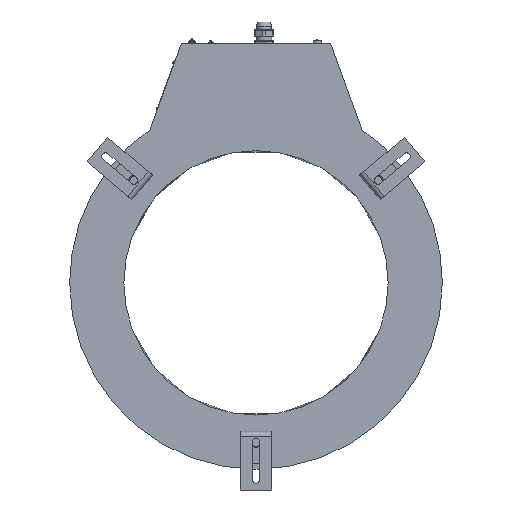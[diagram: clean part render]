
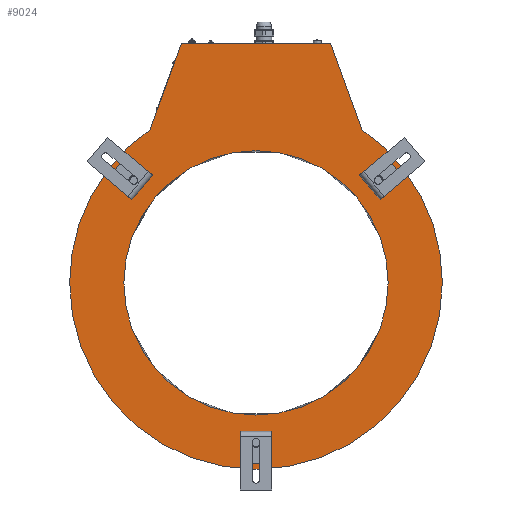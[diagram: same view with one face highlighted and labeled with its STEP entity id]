
A CAD part, front view. The second image highlights one B-rep face of the part: STEP entity #9024.
In plain terms, the highlighted planar face has unit normal (0, -1, 0).
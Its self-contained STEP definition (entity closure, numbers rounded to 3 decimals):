
#329 = CIRCLE ( 'NONE', #9770, 248.254 ) ;
#335 = CIRCLE ( 'NONE', #9773, 350. ) ;
#365 = CIRCLE ( 'NONE', #9877, 350. ) ;
#994 = EDGE_LOOP ( 'NONE', ( #6749, #6796 ) ) ;
#1024 = EDGE_LOOP ( 'NONE', ( #6755, #6779 ) ) ;
#1029 = EDGE_LOOP ( 'NONE', ( #6746, #6772 ) ) ;
#1087 = EDGE_LOOP ( 'NONE', ( #6817, #6770 ) ) ;
#1096 = EDGE_LOOP ( 'NONE', ( #6778, #6774, #6762, #6748, #6803, #6763 ) ) ;
#2176 = VERTEX_POINT ( 'NONE', #2776 ) ;
#2185 = VERTEX_POINT ( 'NONE', #2788 ) ;
#2188 = VERTEX_POINT ( 'NONE', #2816 ) ;
#2197 = VERTEX_POINT ( 'NONE', #2784 ) ;
#2201 = VERTEX_POINT ( 'NONE', #2805 ) ;
#2203 = VERTEX_POINT ( 'NONE', #2806 ) ;
#2206 = VERTEX_POINT ( 'NONE', #2791 ) ;
#2231 = VERTEX_POINT ( 'NONE', #2866 ) ;
#2234 = VERTEX_POINT ( 'NONE', #2857 ) ;
#2241 = VERTEX_POINT ( 'NONE', #2858 ) ;
#2261 = VERTEX_POINT ( 'NONE', #2834 ) ;
#2279 = VERTEX_POINT ( 'NONE', #2853 ) ;
#2308 = VERTEX_POINT ( 'NONE', #2924 ) ;
#2309 = VERTEX_POINT ( 'NONE', #2954 ) ;
#2776 = CARTESIAN_POINT ( 'NONE',  ( -350., -3847.715, 0. ) ) ;
#2784 = CARTESIAN_POINT ( 'NONE',  ( 140., -3847.715, 450. ) ) ;
#2788 = CARTESIAN_POINT ( 'NONE',  ( 248.254, -3847.715, 0. ) ) ;
#2791 = CARTESIAN_POINT ( 'NONE',  ( -198.989, -3847.715, 287.93 ) ) ;
#2805 = CARTESIAN_POINT ( 'NONE',  ( 350., -3847.715, 0. ) ) ;
#2806 = CARTESIAN_POINT ( 'NONE',  ( 198.989, -3847.715, 287.93 ) ) ;
#2816 = CARTESIAN_POINT ( 'NONE',  ( -248.254, -3847.715, 0. ) ) ;
#2834 = CARTESIAN_POINT ( 'NONE',  ( -140., -3847.715, 450. ) ) ;
#2853 = CARTESIAN_POINT ( 'NONE',  ( 235.047, -3847.715, 192.193 ) ) ;
#2857 = CARTESIAN_POINT ( 'NONE',  ( 6., -3847.715, -299. ) ) ;
#2858 = CARTESIAN_POINT ( 'NONE',  ( -223.047, -3847.715, 192.194 ) ) ;
#2866 = CARTESIAN_POINT ( 'NONE',  ( 223.047, -3847.715, 192.193 ) ) ;
#2924 = CARTESIAN_POINT ( 'NONE',  ( -6., -3847.715, -299. ) ) ;
#2954 = CARTESIAN_POINT ( 'NONE',  ( -235.047, -3847.715, 192.194 ) ) ;
#3760 = EDGE_CURVE ( 'NONE', #2185, #2188, #329, .T. ) ;
#3770 = EDGE_CURVE ( 'NONE', #2206, #2176, #335, .T. ) ;
#4085 = EDGE_CURVE ( 'NONE', #2176, #2201, #365, .T. ) ;
#4977 = CARTESIAN_POINT ( 'NONE',  ( 0., -3847.715, 0. ) ) ;
#4981 = PLANE ( 'NONE',  #10094 ) ;
#5002 = DIRECTION ( 'NONE',  ( 1., 0., 0. ) ) ;
#5025 = DIRECTION ( 'NONE',  ( 0., -1., 0. ) ) ;
#5690 = DIRECTION ( 'NONE',  ( 1., 0., 0. ) ) ;
#5691 = DIRECTION ( 'NONE',  ( 1., 0., 0. ) ) ;
#5694 = CARTESIAN_POINT ( 'NONE',  ( 229.047, -3847.715, 192.193 ) ) ;
#5707 = CARTESIAN_POINT ( 'NONE',  ( 0., -3847.715, -299. ) ) ;
#5709 = DIRECTION ( 'NONE',  ( 0., -1., 0. ) ) ;
#5721 = DIRECTION ( 'NONE',  ( 0., -1., 0. ) ) ;
#5725 = DIRECTION ( 'NONE',  ( 0., -1., 0. ) ) ;
#5730 = DIRECTION ( 'NONE',  ( 1., 0., 0. ) ) ;
#5747 = CARTESIAN_POINT ( 'NONE',  ( 229.047, -3847.715, 192.193 ) ) ;
#5768 = DIRECTION ( 'NONE',  ( 0., -1., 0. ) ) ;
#5769 = DIRECTION ( 'NONE',  ( 1., 0., 0. ) ) ;
#5772 = DIRECTION ( 'NONE',  ( -1., 0., 0. ) ) ;
#5809 = CARTESIAN_POINT ( 'NONE',  ( -140., -3847.715, 450. ) ) ;
#5811 = DIRECTION ( 'NONE',  ( 1., 0., 0. ) ) ;
#5815 = DIRECTION ( 'NONE',  ( 0., -1., 0. ) ) ;
#5820 = CARTESIAN_POINT ( 'NONE',  ( 0., -3847.715, -299. ) ) ;
#5834 = CARTESIAN_POINT ( 'NONE',  ( -229.047, -3847.715, 192.194 ) ) ;
#5837 = DIRECTION ( 'NONE',  ( 1., 0., 0. ) ) ;
#5838 = DIRECTION ( 'NONE',  ( 0., -1., 0. ) ) ;
#5844 = CARTESIAN_POINT ( 'NONE',  ( -229.047, -3847.715, 192.194 ) ) ;
#5858 = DIRECTION ( 'NONE',  ( 0., -1., 0. ) ) ;
#5862 = DIRECTION ( 'NONE',  ( 1., 0., 0. ) ) ;
#6025 = CARTESIAN_POINT ( 'NONE',  ( 140., -3847.715, 450. ) ) ;
#6044 = DIRECTION ( 'NONE',  ( 0., -1., 0. ) ) ;
#6048 = DIRECTION ( 'NONE',  ( 1., 0., 0. ) ) ;
#6055 = DIRECTION ( 'NONE',  ( -0.342, 0., 0.94 ) ) ;
#6059 = CARTESIAN_POINT ( 'NONE',  ( 0., -3847.715, 0. ) ) ;
#6143 = DIRECTION ( 'NONE',  ( -0.342, 0., -0.94 ) ) ;
#6147 = CARTESIAN_POINT ( 'NONE',  ( -140., -3847.715, 450. ) ) ;
#6192 = CARTESIAN_POINT ( 'NONE',  ( 0., -3847.715, 0. ) ) ;
#6746 = ORIENTED_EDGE ( 'NONE', *, *, #9267, .F. ) ;
#6748 = ORIENTED_EDGE ( 'NONE', *, *, #9189, .T. ) ;
#6749 = ORIENTED_EDGE ( 'NONE', *, *, #3760, .F. ) ;
#6755 = ORIENTED_EDGE ( 'NONE', *, *, #9305, .F. ) ;
#6762 = ORIENTED_EDGE ( 'NONE', *, *, #4085, .T. ) ;
#6763 = ORIENTED_EDGE ( 'NONE', *, *, #9293, .T. ) ;
#6770 = ORIENTED_EDGE ( 'NONE', *, *, #9282, .F. ) ;
#6772 = ORIENTED_EDGE ( 'NONE', *, *, #9314, .F. ) ;
#6774 = ORIENTED_EDGE ( 'NONE', *, *, #3770, .T. ) ;
#6778 = ORIENTED_EDGE ( 'NONE', *, *, #9237, .T. ) ;
#6779 = ORIENTED_EDGE ( 'NONE', *, *, #9322, .F. ) ;
#6796 = ORIENTED_EDGE ( 'NONE', *, *, #9256, .F. ) ;
#6803 = ORIENTED_EDGE ( 'NONE', *, *, #9193, .T. ) ;
#6817 = ORIENTED_EDGE ( 'NONE', *, *, #9263, .F. ) ;
#8251 = CARTESIAN_POINT ( 'NONE',  ( 0., -3847.715, 0. ) ) ;
#8257 = DIRECTION ( 'NONE',  ( 1., 0., 0. ) ) ;
#8259 = DIRECTION ( 'NONE',  ( 1., 0., 0. ) ) ;
#8272 = DIRECTION ( 'NONE',  ( 0., -1., 0. ) ) ;
#8276 = CARTESIAN_POINT ( 'NONE',  ( 0., -3847.715, 0. ) ) ;
#8295 = DIRECTION ( 'NONE',  ( 0., -1., 0. ) ) ;
#8298 = DIRECTION ( 'NONE',  ( 1., 0., 0. ) ) ;
#8304 = DIRECTION ( 'NONE',  ( 0., -1., 0. ) ) ;
#8341 = CARTESIAN_POINT ( 'NONE',  ( 0., -3847.715, 0. ) ) ;
#9024 = ADVANCED_FACE ( 'NONE', ( #10178, #10157, #10202, #10204, #10166 ), #4981, .T. ) ;
#9056 = AXIS2_PLACEMENT_3D ( 'NONE', #6059, #6044, #6048 ) ;
#9092 = AXIS2_PLACEMENT_3D ( 'NONE', #6192, #5721, #5730 ) ;
#9094 = AXIS2_PLACEMENT_3D ( 'NONE', #5747, #5768, #5769 ) ;
#9101 = AXIS2_PLACEMENT_3D ( 'NONE', #5820, #5815, #5811 ) ;
#9113 = AXIS2_PLACEMENT_3D ( 'NONE', #5844, #5858, #5862 ) ;
#9121 = AXIS2_PLACEMENT_3D ( 'NONE', #5707, #5725, #5691 ) ;
#9122 = AXIS2_PLACEMENT_3D ( 'NONE', #5834, #5838, #5837 ) ;
#9135 = AXIS2_PLACEMENT_3D ( 'NONE', #5694, #5709, #5690 ) ;
#9189 = EDGE_CURVE ( 'NONE', #2201, #2203, #10227, .T. ) ;
#9193 = EDGE_CURVE ( 'NONE', #2203, #2197, #10250, .T. ) ;
#9237 = EDGE_CURVE ( 'NONE', #2261, #2206, #10298, .T. ) ;
#9256 = EDGE_CURVE ( 'NONE', #2188, #2185, #10314, .T. ) ;
#9263 = EDGE_CURVE ( 'NONE', #2279, #2231, #10307, .T. ) ;
#9267 = EDGE_CURVE ( 'NONE', #2234, #2308, #10329, .T. ) ;
#9282 = EDGE_CURVE ( 'NONE', #2231, #2279, #10371, .T. ) ;
#9293 = EDGE_CURVE ( 'NONE', #2197, #2261, #10368, .T. ) ;
#9305 = EDGE_CURVE ( 'NONE', #2241, #2309, #10366, .T. ) ;
#9314 = EDGE_CURVE ( 'NONE', #2308, #2234, #10419, .T. ) ;
#9322 = EDGE_CURVE ( 'NONE', #2309, #2241, #10444, .T. ) ;
#9770 = AXIS2_PLACEMENT_3D ( 'NONE', #8251, #8272, #8259 ) ;
#9773 = AXIS2_PLACEMENT_3D ( 'NONE', #8276, #8295, #8257 ) ;
#9877 = AXIS2_PLACEMENT_3D ( 'NONE', #8341, #8304, #8298 ) ;
#10094 = AXIS2_PLACEMENT_3D ( 'NONE', #4977, #5025, #5002 ) ;
#10157 = FACE_BOUND ( 'NONE', #1087, .T. ) ;
#10166 = FACE_BOUND ( 'NONE', #994, .T. ) ;
#10178 = FACE_BOUND ( 'NONE', #1024, .T. ) ;
#10202 = FACE_BOUND ( 'NONE', #1029, .T. ) ;
#10204 = FACE_OUTER_BOUND ( 'NONE', #1096, .T. ) ;
#10227 = CIRCLE ( 'NONE', #9056, 350. ) ;
#10243 = VECTOR ( 'NONE', #6055, 1000. ) ;
#10250 = LINE ( 'NONE', #6025, #10243 ) ;
#10298 = LINE ( 'NONE', #6147, #10300 ) ;
#10300 = VECTOR ( 'NONE', #6143, 1000. ) ;
#10307 = CIRCLE ( 'NONE', #9135, 6. ) ;
#10314 = CIRCLE ( 'NONE', #9092, 248.254 ) ;
#10329 = CIRCLE ( 'NONE', #9121, 6. ) ;
#10366 = CIRCLE ( 'NONE', #9122, 6. ) ;
#10368 = LINE ( 'NONE', #5809, #10374 ) ;
#10371 = CIRCLE ( 'NONE', #9094, 6. ) ;
#10374 = VECTOR ( 'NONE', #5772, 1000. ) ;
#10419 = CIRCLE ( 'NONE', #9101, 6. ) ;
#10444 = CIRCLE ( 'NONE', #9113, 6. ) ;
